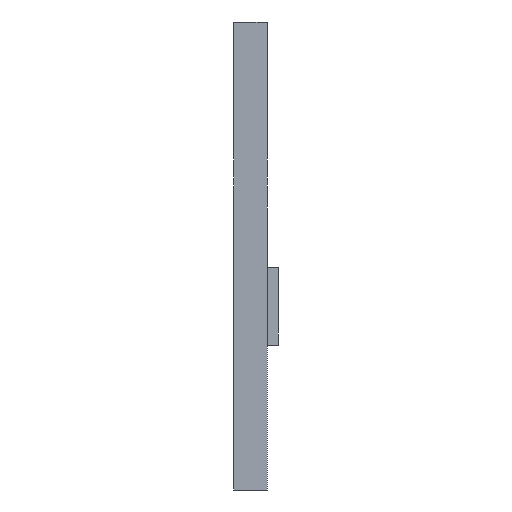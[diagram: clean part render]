
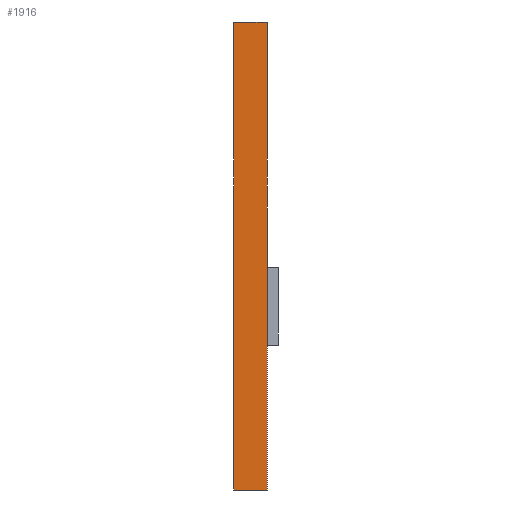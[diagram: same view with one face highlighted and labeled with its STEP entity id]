
A CAD part, left-side view. The second image highlights one B-rep face of the part: STEP entity #1916.
In plain terms, the highlighted planar face has unit normal (-1, 0, 0).
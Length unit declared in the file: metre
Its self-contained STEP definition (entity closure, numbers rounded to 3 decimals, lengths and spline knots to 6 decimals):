
#382=ORIENTED_EDGE('',*,*,#782,.F.);
#383=ORIENTED_EDGE('',*,*,#676,.T.);
#384=ORIENTED_EDGE('',*,*,#783,.T.);
#385=ORIENTED_EDGE('',*,*,#779,.F.);
#676=EDGE_CURVE('',#885,#884,#1104,.T.);
#779=EDGE_CURVE('',#955,#953,#1205,.T.);
#782=EDGE_CURVE('',#885,#955,#1206,.T.);
#783=EDGE_CURVE('',#884,#953,#1207,.T.);
#884=VERTEX_POINT('',#2781);
#885=VERTEX_POINT('',#2783);
#953=VERTEX_POINT('',#2993);
#955=VERTEX_POINT('',#2997);
#1104=LINE('',#2782,#1356);
#1205=LINE('',#2998,#1457);
#1206=LINE('',#3005,#1458);
#1207=LINE('',#3006,#1459);
#1356=VECTOR('',#2279,1.);
#1457=VECTOR('',#2468,1.);
#1458=VECTOR('',#2477,1.);
#1459=VECTOR('',#2478,1.);
#1556=EDGE_LOOP('',(#382,#383,#384,#385));
#1690=FACE_BOUND('',#1556,.T.);
#1820=PLANE('',#2029);
#1916=ADVANCED_FACE('',(#1690),#1820,.F.);
#2029=AXIS2_PLACEMENT_3D('',#3004,#2475,#2476);
#2279=DIRECTION('',(0.,-1.,0.));
#2468=DIRECTION('',(0.,-1.,0.));
#2475=DIRECTION('',(1.,0.,0.));
#2476=DIRECTION('',(0.,0.,1.));
#2477=DIRECTION('',(0.,0.,1.));
#2478=DIRECTION('',(0.,0.,1.));
#2781=CARTESIAN_POINT('',(-0.021,0.,0.));
#2782=CARTESIAN_POINT('',(-0.021,0.025,0.));
#2783=CARTESIAN_POINT('',(-0.021,0.0015,0.));
#2993=CARTESIAN_POINT('',(-0.021,0.,0.021));
#2997=CARTESIAN_POINT('',(-0.021,0.0015,0.021));
#2998=CARTESIAN_POINT('',(-0.021,0.0015,0.021));
#3004=CARTESIAN_POINT('',(-0.021,0.0015,0.));
#3005=CARTESIAN_POINT('',(-0.021,0.0015,0.));
#3006=CARTESIAN_POINT('',(-0.021,0.,0.));
